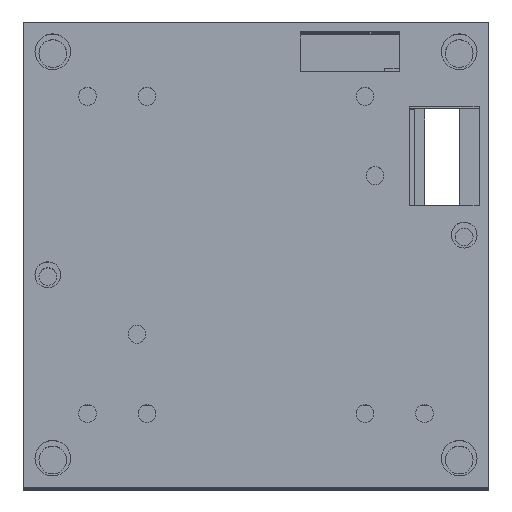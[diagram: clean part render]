
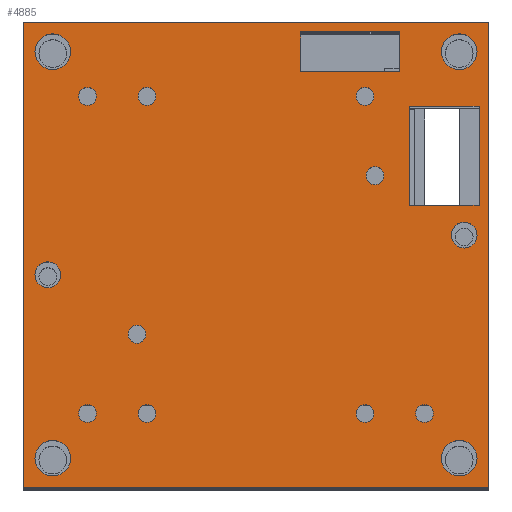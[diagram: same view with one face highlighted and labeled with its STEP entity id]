
A CAD part, top view. The second image highlights one B-rep face of the part: STEP entity #4885.
In plain terms, the highlighted planar face has unit normal (0, 0, 1).
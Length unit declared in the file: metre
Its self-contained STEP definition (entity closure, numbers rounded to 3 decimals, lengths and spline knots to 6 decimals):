
#77=CIRCLE('',#5185,0.0009);
#78=CIRCLE('',#5186,0.0009);
#79=CIRCLE('',#5187,0.0009);
#80=CIRCLE('',#5188,0.0009);
#81=CIRCLE('',#5189,0.0009);
#82=CIRCLE('',#5190,0.0018);
#83=CIRCLE('',#5191,0.0013);
#84=CIRCLE('',#5192,0.0013);
#85=CIRCLE('',#5193,0.0018);
#86=CIRCLE('',#5194,0.0018);
#87=CIRCLE('',#5195,0.0018);
#88=CIRCLE('',#5196,0.0009);
#89=CIRCLE('',#5197,0.0009);
#90=CIRCLE('',#5198,0.0009);
#91=CIRCLE('',#5199,0.0009);
#438=ORIENTED_EDGE('',*,*,#1710,.F.);
#439=ORIENTED_EDGE('',*,*,#1711,.F.);
#440=ORIENTED_EDGE('',*,*,#1712,.F.);
#441=ORIENTED_EDGE('',*,*,#1713,.F.);
#442=ORIENTED_EDGE('',*,*,#1714,.F.);
#443=ORIENTED_EDGE('',*,*,#1715,.T.);
#444=ORIENTED_EDGE('',*,*,#1716,.T.);
#445=ORIENTED_EDGE('',*,*,#1717,.T.);
#446=ORIENTED_EDGE('',*,*,#1718,.F.);
#447=ORIENTED_EDGE('',*,*,#1719,.F.);
#448=ORIENTED_EDGE('',*,*,#1720,.F.);
#449=ORIENTED_EDGE('',*,*,#1721,.T.);
#450=ORIENTED_EDGE('',*,*,#1722,.T.);
#451=ORIENTED_EDGE('',*,*,#1723,.F.);
#452=ORIENTED_EDGE('',*,*,#1724,.T.);
#453=ORIENTED_EDGE('',*,*,#1725,.T.);
#454=ORIENTED_EDGE('',*,*,#1726,.F.);
#455=ORIENTED_EDGE('',*,*,#1727,.F.);
#456=ORIENTED_EDGE('',*,*,#1728,.F.);
#457=ORIENTED_EDGE('',*,*,#1729,.F.);
#458=ORIENTED_EDGE('',*,*,#1730,.F.);
#459=ORIENTED_EDGE('',*,*,#1731,.T.);
#460=ORIENTED_EDGE('',*,*,#1732,.F.);
#461=ORIENTED_EDGE('',*,*,#1733,.T.);
#462=ORIENTED_EDGE('',*,*,#1734,.T.);
#463=ORIENTED_EDGE('',*,*,#1735,.T.);
#464=ORIENTED_EDGE('',*,*,#1736,.T.);
#1710=EDGE_CURVE('',#2370,#2370,#77,.T.);
#1711=EDGE_CURVE('',#2371,#2371,#78,.T.);
#1712=EDGE_CURVE('',#2372,#2372,#79,.T.);
#1713=EDGE_CURVE('',#2373,#2373,#80,.T.);
#1714=EDGE_CURVE('',#2374,#2374,#81,.T.);
#1715=EDGE_CURVE('',#2375,#2375,#82,.T.);
#1716=EDGE_CURVE('',#2376,#2377,#2887,.T.);
#1717=EDGE_CURVE('',#2377,#2378,#2888,.T.);
#1718=EDGE_CURVE('',#2379,#2378,#2889,.T.);
#1719=EDGE_CURVE('',#2376,#2379,#2890,.T.);
#1720=EDGE_CURVE('',#2380,#2381,#2891,.T.);
#1721=EDGE_CURVE('',#2380,#2382,#2892,.T.);
#1722=EDGE_CURVE('',#2382,#2383,#2893,.T.);
#1723=EDGE_CURVE('',#2381,#2383,#2894,.T.);
#1724=EDGE_CURVE('',#2384,#2385,#2895,.T.);
#1725=EDGE_CURVE('',#2385,#2386,#2896,.T.);
#1726=EDGE_CURVE('',#2387,#2386,#2897,.T.);
#1727=EDGE_CURVE('',#2384,#2387,#2898,.T.);
#1728=EDGE_CURVE('',#2388,#2388,#83,.T.);
#1729=EDGE_CURVE('',#2389,#2389,#84,.T.);
#1730=EDGE_CURVE('',#2390,#2390,#85,.T.);
#1731=EDGE_CURVE('',#2391,#2391,#86,.T.);
#1732=EDGE_CURVE('',#2392,#2392,#87,.T.);
#1733=EDGE_CURVE('',#2393,#2393,#88,.T.);
#1734=EDGE_CURVE('',#2394,#2394,#89,.T.);
#1735=EDGE_CURVE('',#2395,#2395,#90,.T.);
#1736=EDGE_CURVE('',#2396,#2396,#91,.T.);
#2370=VERTEX_POINT('',#7091);
#2371=VERTEX_POINT('',#7093);
#2372=VERTEX_POINT('',#7095);
#2373=VERTEX_POINT('',#7097);
#2374=VERTEX_POINT('',#7099);
#2375=VERTEX_POINT('',#7101);
#2376=VERTEX_POINT('',#7103);
#2377=VERTEX_POINT('',#7104);
#2378=VERTEX_POINT('',#7106);
#2379=VERTEX_POINT('',#7108);
#2380=VERTEX_POINT('',#7111);
#2381=VERTEX_POINT('',#7112);
#2382=VERTEX_POINT('',#7114);
#2383=VERTEX_POINT('',#7116);
#2384=VERTEX_POINT('',#7119);
#2385=VERTEX_POINT('',#7120);
#2386=VERTEX_POINT('',#7122);
#2387=VERTEX_POINT('',#7124);
#2388=VERTEX_POINT('',#7127);
#2389=VERTEX_POINT('',#7129);
#2390=VERTEX_POINT('',#7131);
#2391=VERTEX_POINT('',#7133);
#2392=VERTEX_POINT('',#7135);
#2393=VERTEX_POINT('',#7137);
#2394=VERTEX_POINT('',#7139);
#2395=VERTEX_POINT('',#7141);
#2396=VERTEX_POINT('',#7143);
#2887=LINE('',#7102,#3474);
#2888=LINE('',#7105,#3475);
#2889=LINE('',#7107,#3476);
#2890=LINE('',#7109,#3477);
#2891=LINE('',#7110,#3478);
#2892=LINE('',#7113,#3479);
#2893=LINE('',#7115,#3480);
#2894=LINE('',#7117,#3481);
#2895=LINE('',#7118,#3482);
#2896=LINE('',#7121,#3483);
#2897=LINE('',#7123,#3484);
#2898=LINE('',#7125,#3485);
#3474=VECTOR('',#5747,1.);
#3475=VECTOR('',#5748,1.);
#3476=VECTOR('',#5749,1.);
#3477=VECTOR('',#5750,1.);
#3478=VECTOR('',#5751,1.);
#3479=VECTOR('',#5752,1.);
#3480=VECTOR('',#5753,1.);
#3481=VECTOR('',#5754,1.);
#3482=VECTOR('',#5755,1.);
#3483=VECTOR('',#5756,1.);
#3484=VECTOR('',#5757,1.);
#3485=VECTOR('',#5758,1.);
#4009=EDGE_LOOP('',(#438));
#4010=EDGE_LOOP('',(#439));
#4011=EDGE_LOOP('',(#440));
#4012=EDGE_LOOP('',(#441));
#4013=EDGE_LOOP('',(#442));
#4014=EDGE_LOOP('',(#443));
#4015=EDGE_LOOP('',(#444,#445,#446,#447));
#4016=EDGE_LOOP('',(#448,#449,#450,#451));
#4017=EDGE_LOOP('',(#452,#453,#454,#455));
#4018=EDGE_LOOP('',(#456));
#4019=EDGE_LOOP('',(#457));
#4020=EDGE_LOOP('',(#458));
#4021=EDGE_LOOP('',(#459));
#4022=EDGE_LOOP('',(#460));
#4023=EDGE_LOOP('',(#461));
#4024=EDGE_LOOP('',(#462));
#4025=EDGE_LOOP('',(#463));
#4026=EDGE_LOOP('',(#464));
#4356=FACE_BOUND('',#4009,.T.);
#4357=FACE_BOUND('',#4010,.T.);
#4358=FACE_BOUND('',#4011,.T.);
#4359=FACE_BOUND('',#4012,.T.);
#4360=FACE_BOUND('',#4013,.T.);
#4361=FACE_BOUND('',#4014,.T.);
#4362=FACE_BOUND('',#4015,.T.);
#4363=FACE_BOUND('',#4016,.T.);
#4364=FACE_BOUND('',#4017,.T.);
#4365=FACE_BOUND('',#4018,.T.);
#4366=FACE_BOUND('',#4019,.T.);
#4367=FACE_BOUND('',#4020,.T.);
#4368=FACE_BOUND('',#4021,.T.);
#4369=FACE_BOUND('',#4022,.T.);
#4370=FACE_BOUND('',#4023,.T.);
#4371=FACE_BOUND('',#4024,.T.);
#4372=FACE_BOUND('',#4025,.T.);
#4373=FACE_BOUND('',#4026,.T.);
#4680=PLANE('',#5184);
#4885=ADVANCED_FACE('',(#4356,#4357,#4358,#4359,#4360,#4361,#4362,#4363,
#4364,#4365,#4366,#4367,#4368,#4369,#4370,#4371,#4372,#4373),#4680,.F.);
#5184=AXIS2_PLACEMENT_3D('',#7089,#5733,#5734);
#5185=AXIS2_PLACEMENT_3D('',#7090,#5735,#5736);
#5186=AXIS2_PLACEMENT_3D('',#7092,#5737,#5738);
#5187=AXIS2_PLACEMENT_3D('',#7094,#5739,#5740);
#5188=AXIS2_PLACEMENT_3D('',#7096,#5741,#5742);
#5189=AXIS2_PLACEMENT_3D('',#7098,#5743,#5744);
#5190=AXIS2_PLACEMENT_3D('',#7100,#5745,#5746);
#5191=AXIS2_PLACEMENT_3D('',#7126,#5759,#5760);
#5192=AXIS2_PLACEMENT_3D('',#7128,#5761,#5762);
#5193=AXIS2_PLACEMENT_3D('',#7130,#5763,#5764);
#5194=AXIS2_PLACEMENT_3D('',#7132,#5765,#5766);
#5195=AXIS2_PLACEMENT_3D('',#7134,#5767,#5768);
#5196=AXIS2_PLACEMENT_3D('',#7136,#5769,#5770);
#5197=AXIS2_PLACEMENT_3D('',#7138,#5771,#5772);
#5198=AXIS2_PLACEMENT_3D('',#7140,#5773,#5774);
#5199=AXIS2_PLACEMENT_3D('',#7142,#5775,#5776);
#5733=DIRECTION('',(0.,0.,-1.));
#5734=DIRECTION('',(1.,0.,0.));
#5735=DIRECTION('',(0.,0.,1.));
#5736=DIRECTION('',(1.,0.,0.));
#5737=DIRECTION('',(0.,0.,1.));
#5738=DIRECTION('',(1.,0.,0.));
#5739=DIRECTION('',(0.,0.,1.));
#5740=DIRECTION('',(1.,0.,0.));
#5741=DIRECTION('',(0.,0.,1.));
#5742=DIRECTION('',(1.,0.,0.));
#5743=DIRECTION('',(0.,0.,1.));
#5744=DIRECTION('',(1.,0.,0.));
#5745=DIRECTION('',(0.,0.,-1.));
#5746=DIRECTION('',(1.,0.,0.));
#5747=DIRECTION('',(-1.,0.,0.));
#5748=DIRECTION('',(0.,1.,0.));
#5749=DIRECTION('',(-1.,0.,0.));
#5750=DIRECTION('',(0.,1.,0.));
#5751=DIRECTION('',(0.,1.,0.));
#5752=DIRECTION('',(1.,0.,0.));
#5753=DIRECTION('',(0.,1.,0.));
#5754=DIRECTION('',(1.,0.,0.));
#5755=DIRECTION('',(0.,-1.,0.));
#5756=DIRECTION('',(-1.,0.,0.));
#5757=DIRECTION('',(0.,-1.,0.));
#5758=DIRECTION('',(-1.,0.,0.));
#5759=DIRECTION('',(0.,0.,1.));
#5760=DIRECTION('',(1.,0.,0.));
#5761=DIRECTION('',(0.,0.,1.));
#5762=DIRECTION('',(1.,0.,0.));
#5763=DIRECTION('',(0.,0.,1.));
#5764=DIRECTION('',(1.,0.,0.));
#5765=DIRECTION('',(0.,0.,-1.));
#5766=DIRECTION('',(1.,0.,0.));
#5767=DIRECTION('',(0.,0.,1.));
#5768=DIRECTION('',(1.,0.,0.));
#5769=DIRECTION('',(0.,0.,-1.));
#5770=DIRECTION('',(1.,0.,0.));
#5771=DIRECTION('',(0.,0.,-1.));
#5772=DIRECTION('',(1.,0.,0.));
#5773=DIRECTION('',(0.,0.,-1.));
#5774=DIRECTION('',(1.,0.,0.));
#5775=DIRECTION('',(0.,0.,-1.));
#5776=DIRECTION('',(1.,0.,0.));
#7089=CARTESIAN_POINT('',(0.,0.,0.121));
#7090=CARTESIAN_POINT('',(0.011,-0.016,0.121));
#7091=CARTESIAN_POINT('',(0.0119,-0.016,0.121));
#7092=CARTESIAN_POINT('',(-0.017,-0.016,0.121));
#7093=CARTESIAN_POINT('',(-0.0161,-0.016,0.121));
#7094=CARTESIAN_POINT('',(-0.012,-0.008,0.121));
#7095=CARTESIAN_POINT('',(-0.0111,-0.008,0.121));
#7096=CARTESIAN_POINT('',(0.012,0.008,0.121));
#7097=CARTESIAN_POINT('',(0.0129,0.008,0.121));
#7098=CARTESIAN_POINT('',(-0.011,0.016,0.121));
#7099=CARTESIAN_POINT('',(-0.0101,0.016,0.121));
#7100=CARTESIAN_POINT('',(-0.0205,-0.0205,0.121));
#7101=CARTESIAN_POINT('',(-0.0187,-0.0205,0.121));
#7102=CARTESIAN_POINT('',(0.0095,0.0185,0.121));
#7103=CARTESIAN_POINT('',(0.0145,0.0185,0.121));
#7104=CARTESIAN_POINT('',(0.0045,0.0185,0.121));
#7105=CARTESIAN_POINT('',(0.0045,0.0205,0.121));
#7106=CARTESIAN_POINT('',(0.0045,0.0225,0.121));
#7107=CARTESIAN_POINT('',(0.0095,0.0225,0.121));
#7108=CARTESIAN_POINT('',(0.0145,0.0225,0.121));
#7109=CARTESIAN_POINT('',(0.0145,0.0205,0.121));
#7110=CARTESIAN_POINT('',(-0.0235,0.0205,0.121));
#7111=CARTESIAN_POINT('',(-0.0235,-0.0235,0.121));
#7112=CARTESIAN_POINT('',(-0.0235,0.0235,0.121));
#7113=CARTESIAN_POINT('',(0.,-0.0235,0.121));
#7114=CARTESIAN_POINT('',(0.0235,-0.0235,0.121));
#7115=CARTESIAN_POINT('',(0.0235,0.0205,0.121));
#7116=CARTESIAN_POINT('',(0.0235,0.0235,0.121));
#7117=CARTESIAN_POINT('',(-0.0205,0.0235,0.121));
#7118=CARTESIAN_POINT('',(0.0225,0.01,0.121));
#7119=CARTESIAN_POINT('',(0.0225,0.015,0.121));
#7120=CARTESIAN_POINT('',(0.0225,0.005,0.121));
#7121=CARTESIAN_POINT('',(0.019,0.005,0.121));
#7122=CARTESIAN_POINT('',(0.0155,0.005,0.121));
#7123=CARTESIAN_POINT('',(0.0155,0.01,0.121));
#7124=CARTESIAN_POINT('',(0.0155,0.015,0.121));
#7125=CARTESIAN_POINT('',(0.019,0.015,0.121));
#7126=CARTESIAN_POINT('',(-0.021,-0.002,0.121));
#7127=CARTESIAN_POINT('',(-0.0197,-0.002,0.121));
#7128=CARTESIAN_POINT('',(0.021,0.002,0.121));
#7129=CARTESIAN_POINT('',(0.0223,0.002,0.121));
#7130=CARTESIAN_POINT('',(-0.0205,0.0205,0.121));
#7131=CARTESIAN_POINT('',(-0.0187,0.0205,0.121));
#7132=CARTESIAN_POINT('',(0.0205,0.0205,0.121));
#7133=CARTESIAN_POINT('',(0.0223,0.0205,0.121));
#7134=CARTESIAN_POINT('',(0.0205,-0.0205,0.121));
#7135=CARTESIAN_POINT('',(0.0223,-0.0205,0.121));
#7136=CARTESIAN_POINT('',(-0.017,0.016,0.121));
#7137=CARTESIAN_POINT('',(-0.0161,0.016,0.121));
#7138=CARTESIAN_POINT('',(0.017,-0.016,0.121));
#7139=CARTESIAN_POINT('',(0.0179,-0.016,0.121));
#7140=CARTESIAN_POINT('',(-0.011,-0.016,0.121));
#7141=CARTESIAN_POINT('',(-0.0101,-0.016,0.121));
#7142=CARTESIAN_POINT('',(0.011,0.016,0.121));
#7143=CARTESIAN_POINT('',(0.0119,0.016,0.121));
